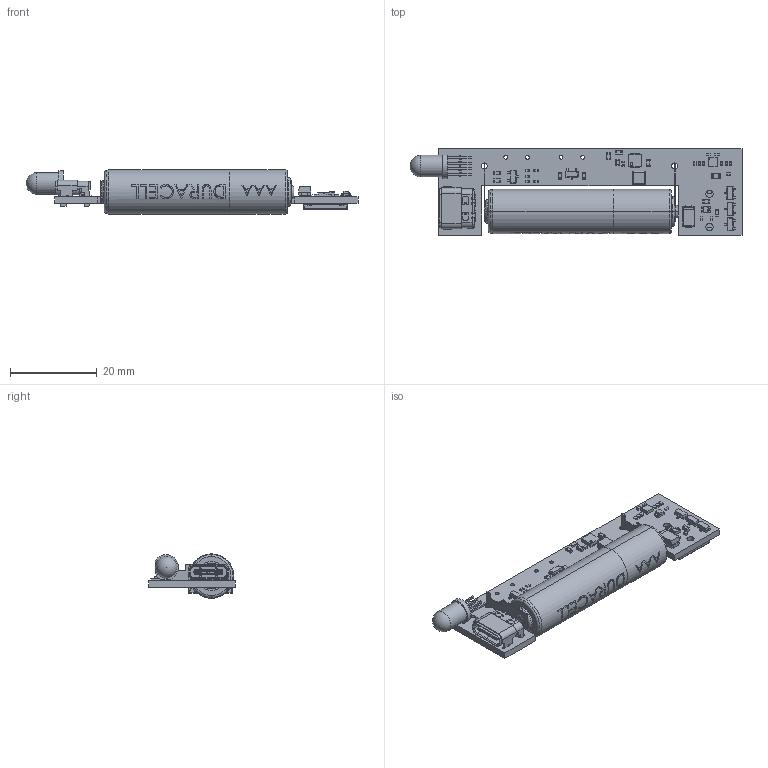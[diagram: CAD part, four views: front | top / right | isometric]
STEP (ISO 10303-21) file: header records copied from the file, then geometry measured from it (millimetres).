
FILE_DESCRIPTION(('KiCad electronic assembly'),'2;1');
FILE_NAME('Landing-Light.step','2024-12-09T15:31:17',('Pcbnew'),('Kicad' ),'Open CASCADE STEP processor 7.8','KiCad to STEP converter', 'Unknown');
FILE_SCHEMA(('AUTOMOTIVE_DESIGN { 1 0 10303 214 1 1 1 1 }'));
Length unit declared in the file: millimetre
Products named in the file (36): Landing-Light 1; R_0603_1608Metric; D_SMA; R_0402_1005Metric; C_0603_1608Metric; SOT-23; SOT_23; C_0402_1005Metric; Texas_S-PVSON-N10; Texas_S_PVSON_N10; 2012670005; 2012670005_1; SOT-23-3; D_0805_2012Metric; D_0805; L_Sunlord_SWPA3015S; CQ assembly; LED_D5.0mm-4_RGB; LED_D5.0mm-4; BQ25172DSGR; DSG8; AAA Battery; 230-1; LED_0805_2012Metric; 70AAJ-6-F1; 70AAJ-6-F1G; Landing-Light_PCB
Assembly tree (62 placements, depth 3):
  Landing-Light 1
    R_0603_1608Metric  x7
      R_0603_1608Metric
    D_SMA
      D_SMA
    R_0402_1005Metric  x12
      R_0402_1005Metric
    C_0603_1608Metric  x3
      C_0603_1608Metric
    SOT-23  x4
      SOT_23
    C_0402_1005Metric  x5
      C_0402_1005Metric
    Texas_S-PVSON-N10
      Texas_S_PVSON_N10
    2012670005
      2012670005_1
    SOT-23-3
      SOT-23-3
    D_0805_2012Metric
      D_0805
    L_Sunlord_SWPA3015S
      CQ assembly
    LED_D5.0mm-4_RGB
      LED_D5.0mm-4
    BQ25172DSGR
      DSG8
    AAA Battery
      AAA Battery
    230-1  x2
      230-1
    LED_0805_2012Metric
      LED_0805_2012Metric
    70AAJ-6-F1
      70AAJ-6-F1G
    Landing-Light_PCB
Bounding box: 76.6 x 20 x 10.25 mm (x, y, z)
Volume: 5441.1 mm3; surface area: 5509 mm2
Topology: 63 solids, 63 shells, 2739 faces, 7413 edges, 4980 vertices
Faces by surface type: plane 1553, cylinder 626, bspline 501, torus 30, cone 16, sphere 13
Full cylindrical faces by diameter (mm): 0.2 x2, 0.3 x5, 0.6 x1, 0.9 x8, 1.39 x2, 1.65 x2, 5 x1
Entity records: 69435 total; most frequent: CARTESIAN_POINT 19003, ORIENTED_EDGE 10180, DIRECTION 7914, EDGE_CURVE 5090, VERTEX_POINT 3328, LINE 3156, VECTOR 3156, AXIS2_PLACEMENT_3D 2379
